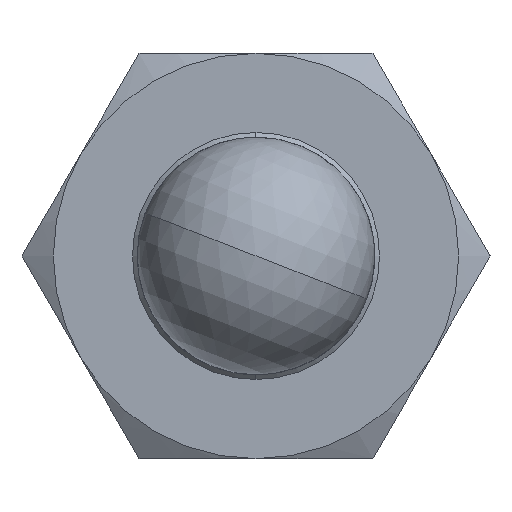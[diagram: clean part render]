
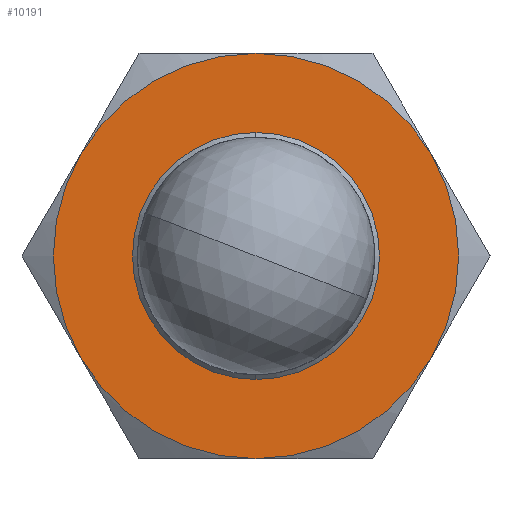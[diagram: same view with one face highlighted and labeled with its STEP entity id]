
A CAD part, left-side view. The second image highlights one B-rep face of the part: STEP entity #10191.
In plain terms, the highlighted face is planar.
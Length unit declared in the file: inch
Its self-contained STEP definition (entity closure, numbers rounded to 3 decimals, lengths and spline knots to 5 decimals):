
#2486 = DIRECTION ( 'NONE',  ( 1., 0., 0. ) ) ;
#2487 = DIRECTION ( 'NONE',  ( 0., 0., 1. ) ) ;
#2490 = DIRECTION ( 'NONE',  ( 1., 0., 0. ) ) ;
#2491 = DIRECTION ( 'NONE',  ( 0., 0., 1. ) ) ;
#2494 = CARTESIAN_POINT ( 'NONE',  ( 0., 0., -0.15748 ) ) ;
#2495 = DIRECTION ( 'NONE',  ( -1., 0., 0. ) ) ;
#2496 = DIRECTION ( 'NONE',  ( 0., 0., 1. ) ) ;
#2497 = CARTESIAN_POINT ( 'NONE',  ( 0., 0., -0.15748 ) ) ;
#2502 = DIRECTION ( 'NONE',  ( -1., 0., 0. ) ) ;
#2503 = DIRECTION ( 'NONE',  ( 0., 0., 1. ) ) ;
#2505 = CARTESIAN_POINT ( 'NONE',  ( 0., 0., -0.15748 ) ) ;
#2507 = DIRECTION ( 'NONE',  ( 1., 0., 0. ) ) ;
#2508 = DIRECTION ( 'NONE',  ( 0., 0., 1. ) ) ;
#2509 = CARTESIAN_POINT ( 'NONE',  ( 0., 0., -0.15748 ) ) ;
#2512 = DIRECTION ( 'NONE',  ( -1., 0., 0. ) ) ;
#2513 = DIRECTION ( 'NONE',  ( 0., 0., 1. ) ) ;
#2514 = CARTESIAN_POINT ( 'NONE',  ( 0., 0., -0.15748 ) ) ;
#2515 = DIRECTION ( 'NONE',  ( -1., 0., 0. ) ) ;
#2516 = DIRECTION ( 'NONE',  ( 0., 0., 1. ) ) ;
#2517 = CARTESIAN_POINT ( 'NONE',  ( 0., 0., -0.15748 ) ) ;
#2519 = DIRECTION ( 'NONE',  ( -1., 0., 0. ) ) ;
#2520 = DIRECTION ( 'NONE',  ( 0., 0., 1. ) ) ;
#2521 = CARTESIAN_POINT ( 'NONE',  ( 0., 0., -0.15748 ) ) ;
#2586 = CARTESIAN_POINT ( 'NONE',  ( 0., 0., -0.15748 ) ) ;
#5440 = CIRCLE ( 'NONE', #5485, 0.13386 ) ;
#5485 = AXIS2_PLACEMENT_3D ( 'NONE', #2586, #2487, #2486 ) ;
#5522 = CIRCLE ( 'NONE', #5529, 0.25591 ) ;
#5527 = CIRCLE ( 'NONE', #5533, 0.25591 ) ;
#5529 = AXIS2_PLACEMENT_3D ( 'NONE', #2521, #2520, #2519 ) ;
#5532 = CIRCLE ( 'NONE', #5536, 0.25591 ) ;
#5533 = AXIS2_PLACEMENT_3D ( 'NONE', #2517, #2516, #2515 ) ;
#5535 = CIRCLE ( 'NONE', #5538, 0.25591 ) ;
#5536 = AXIS2_PLACEMENT_3D ( 'NONE', #2514, #2513, #2512 ) ;
#5537 = CIRCLE ( 'NONE', #5540, 0.25591 ) ;
#5538 = AXIS2_PLACEMENT_3D ( 'NONE', #2509, #2508, #2507 ) ;
#5539 = CIRCLE ( 'NONE', #5542, 0.25591 ) ;
#5540 = AXIS2_PLACEMENT_3D ( 'NONE', #2505, #2503, #2502 ) ;
#5541 = CIRCLE ( 'NONE', #5544, 0.13386 ) ;
#5542 = AXIS2_PLACEMENT_3D ( 'NONE', #2497, #2496, #2495 ) ;
#5544 = AXIS2_PLACEMENT_3D ( 'NONE', #2494, #2491, #2490 ) ;
#5812 = AXIS2_PLACEMENT_3D ( 'NONE', #12914, #12923, #12924 ) ;
#8777 = EDGE_CURVE ( 'NONE', #11886, #11899, #5440, .T. ) ;
#8817 = EDGE_CURVE ( 'NONE', #11933, #11919, #5522, .T. ) ;
#8818 = EDGE_CURVE ( 'NONE', #11907, #11933, #5527, .T. ) ;
#8819 = EDGE_CURVE ( 'NONE', #11911, #11907, #5532, .T. ) ;
#8820 = EDGE_CURVE ( 'NONE', #11920, #11911, #5535, .T. ) ;
#8821 = EDGE_CURVE ( 'NONE', #11917, #11920, #5537, .T. ) ;
#8822 = EDGE_CURVE ( 'NONE', #11919, #11917, #5539, .T. ) ;
#8823 = EDGE_CURVE ( 'NONE', #11899, #11886, #5541, .T. ) ;
#10191 = ADVANCED_FACE ( 'NONE', ( #12918, #12919 ), #12921, .T. ) ;
#10589 = CARTESIAN_POINT ( 'NONE',  ( -0.13386, 0., -0.15748 ) ) ;
#10602 = CARTESIAN_POINT ( 'NONE',  ( 0.13386, 0., -0.15748 ) ) ;
#10610 = CARTESIAN_POINT ( 'NONE',  ( -0.12795, 0.22162, -0.15748 ) ) ;
#10614 = CARTESIAN_POINT ( 'NONE',  ( 0.12795, 0.22162, -0.15748 ) ) ;
#10620 = CARTESIAN_POINT ( 'NONE',  ( 0.12795, -0.22162, -0.15748 ) ) ;
#10622 = CARTESIAN_POINT ( 'NONE',  ( -0.12795, -0.22162, -0.15748 ) ) ;
#10623 = CARTESIAN_POINT ( 'NONE',  ( 0.25591, 0., -0.15748 ) ) ;
#10636 = CARTESIAN_POINT ( 'NONE',  ( -0.25591, 0., -0.15748 ) ) ;
#11886 = VERTEX_POINT ( 'NONE', #10589 ) ;
#11899 = VERTEX_POINT ( 'NONE', #10602 ) ;
#11907 = VERTEX_POINT ( 'NONE', #10610 ) ;
#11911 = VERTEX_POINT ( 'NONE', #10614 ) ;
#11917 = VERTEX_POINT ( 'NONE', #10620 ) ;
#11919 = VERTEX_POINT ( 'NONE', #10622 ) ;
#11920 = VERTEX_POINT ( 'NONE', #10623 ) ;
#11933 = VERTEX_POINT ( 'NONE', #10636 ) ;
#12914 = CARTESIAN_POINT ( 'NONE',  ( 0., 0.29549, -0.15748 ) ) ;
#12918 = FACE_OUTER_BOUND ( 'NONE', #14417, .T. ) ;
#12919 = FACE_BOUND ( 'NONE', #14423, .T. ) ;
#12921 = PLANE ( 'NONE',  #5812 ) ;
#12923 = DIRECTION ( 'NONE',  ( 0., 0., -1. ) ) ;
#12924 = DIRECTION ( 'NONE',  ( -1., 0., 0. ) ) ;
#14417 = EDGE_LOOP ( 'NONE', ( #15081, #15082, #15083, #15084, #15085, #15086 ) ) ;
#14423 = EDGE_LOOP ( 'NONE', ( #15087, #15088 ) ) ;
#15081 = ORIENTED_EDGE ( 'NONE', *, *, #8817, .F. ) ;
#15082 = ORIENTED_EDGE ( 'NONE', *, *, #8818, .F. ) ;
#15083 = ORIENTED_EDGE ( 'NONE', *, *, #8819, .F. ) ;
#15084 = ORIENTED_EDGE ( 'NONE', *, *, #8820, .F. ) ;
#15085 = ORIENTED_EDGE ( 'NONE', *, *, #8821, .F. ) ;
#15086 = ORIENTED_EDGE ( 'NONE', *, *, #8822, .F. ) ;
#15087 = ORIENTED_EDGE ( 'NONE', *, *, #8823, .T. ) ;
#15088 = ORIENTED_EDGE ( 'NONE', *, *, #8777, .T. ) ;
